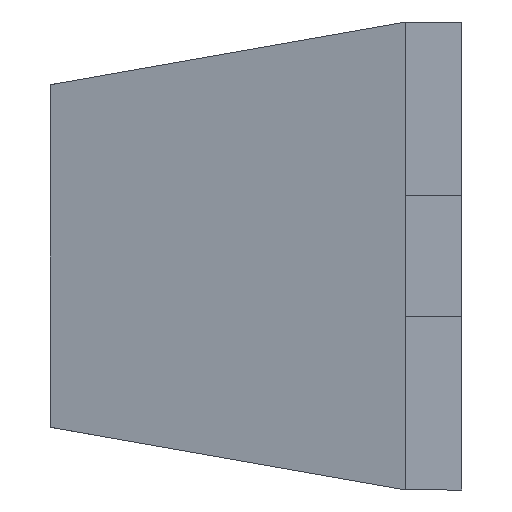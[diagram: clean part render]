
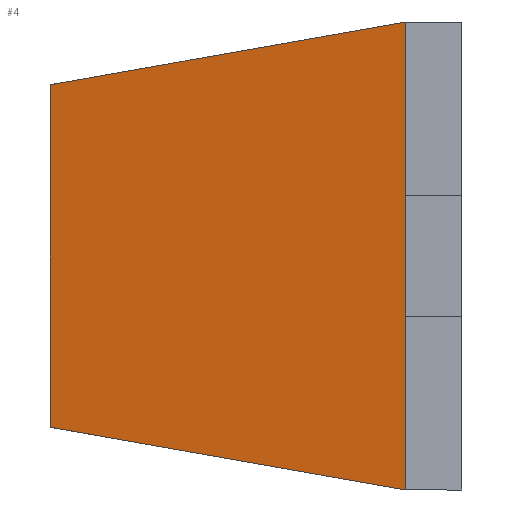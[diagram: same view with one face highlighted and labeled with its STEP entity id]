
A CAD part, left-side view. The second image highlights one B-rep face of the part: STEP entity #4.
In plain terms, the highlighted planar face has unit normal (-0.985, 0.174, 0).
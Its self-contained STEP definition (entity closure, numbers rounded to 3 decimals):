
#4 = ADVANCED_FACE ( 'NONE', ( #1047 ), #668, .T. ) ;
#32 = CARTESIAN_POINT ( 'NONE',  ( -0.682, 1.1, -0.625 ) ) ;
#101 = DIRECTION ( 'NONE',  ( 0., 0., 1. ) ) ;
#110 = CARTESIAN_POINT ( 'NONE',  ( -0.85, 0.15, 0.625 ) ) ;
#127 = VERTEX_POINT ( 'NONE', #520 ) ;
#130 = DIRECTION ( 'NONE',  ( -0.171, -0.97, -0.171 ) ) ;
#162 = LINE ( 'NONE', #532, #1179 ) ;
#174 = ORIENTED_EDGE ( 'NONE', *, *, #326, .F. ) ;
#184 = CARTESIAN_POINT ( 'NONE',  ( -0.682, 1.1, -0.457 ) ) ;
#185 = CARTESIAN_POINT ( 'NONE',  ( -0.85, 0.15, -0.625 ) ) ;
#209 = VERTEX_POINT ( 'NONE', #367 ) ;
#257 = ORIENTED_EDGE ( 'NONE', *, *, #362, .T. ) ;
#274 = AXIS2_PLACEMENT_3D ( 'NONE', #954, #950, #1058 ) ;
#326 = EDGE_CURVE ( 'NONE', #935, #209, #1204, .T. ) ;
#330 = ORIENTED_EDGE ( 'NONE', *, *, #634, .T. ) ;
#362 = EDGE_CURVE ( 'NONE', #935, #127, #870, .T. ) ;
#367 = CARTESIAN_POINT ( 'NONE',  ( -0.682, 1.1, 0.457 ) ) ;
#375 = LINE ( 'NONE', #185, #847 ) ;
#472 = EDGE_CURVE ( 'NONE', #209, #511, #162, .T. ) ;
#473 = VERTEX_POINT ( 'NONE', #913 ) ;
#481 = DIRECTION ( 'NONE',  ( 0., 0., 1. ) ) ;
#511 = VERTEX_POINT ( 'NONE', #899 ) ;
#517 = VERTEX_POINT ( 'NONE', #994 ) ;
#520 = CARTESIAN_POINT ( 'NONE',  ( -0.85, 0.15, -0.625 ) ) ;
#532 = CARTESIAN_POINT ( 'NONE',  ( -0.85, 0.15, 0.625 ) ) ;
#538 = DIRECTION ( 'NONE',  ( -0.171, -0.97, 0.171 ) ) ;
#553 = EDGE_CURVE ( 'NONE', #517, #473, #375, .T. ) ;
#571 = CARTESIAN_POINT ( 'NONE',  ( -0.85, 0.15, 0.625 ) ) ;
#588 = VECTOR ( 'NONE', #481, 1000. ) ;
#625 = LINE ( 'NONE', #571, #889 ) ;
#634 = EDGE_CURVE ( 'NONE', #127, #517, #952, .T. ) ;
#646 = VECTOR ( 'NONE', #130, 1000. ) ;
#654 = DIRECTION ( 'NONE',  ( 0., 0., 1. ) ) ;
#668 = PLANE ( 'NONE',  #274 ) ;
#700 = ORIENTED_EDGE ( 'NONE', *, *, #553, .T. ) ;
#702 = CARTESIAN_POINT ( 'NONE',  ( -0.85, 0.15, -0.625 ) ) ;
#813 = ORIENTED_EDGE ( 'NONE', *, *, #472, .F. ) ;
#841 = EDGE_LOOP ( 'NONE', ( #174, #257, #330, #700, #1191, #813 ) ) ;
#847 = VECTOR ( 'NONE', #101, 1000. ) ;
#870 = LINE ( 'NONE', #702, #646 ) ;
#889 = VECTOR ( 'NONE', #654, 1000. ) ;
#899 = CARTESIAN_POINT ( 'NONE',  ( -0.85, 0.15, 0.625 ) ) ;
#913 = CARTESIAN_POINT ( 'NONE',  ( -0.85, 0.15, 0.163 ) ) ;
#926 = VECTOR ( 'NONE', #1056, 1000. ) ;
#929 = EDGE_CURVE ( 'NONE', #473, #511, #625, .T. ) ;
#935 = VERTEX_POINT ( 'NONE', #184 ) ;
#950 = DIRECTION ( 'NONE',  ( -0.985, 0.174, 0. ) ) ;
#952 = LINE ( 'NONE', #110, #588 ) ;
#954 = CARTESIAN_POINT ( 'NONE',  ( -0.85, 0.15, -0.625 ) ) ;
#994 = CARTESIAN_POINT ( 'NONE',  ( -0.85, 0.15, -0.163 ) ) ;
#1047 = FACE_OUTER_BOUND ( 'NONE', #841, .T. ) ;
#1056 = DIRECTION ( 'NONE',  ( 0., 0., 1. ) ) ;
#1058 = DIRECTION ( 'NONE',  ( -0.174, -0.985, 0. ) ) ;
#1179 = VECTOR ( 'NONE', #538, 1000. ) ;
#1191 = ORIENTED_EDGE ( 'NONE', *, *, #929, .T. ) ;
#1204 = LINE ( 'NONE', #32, #926 ) ;
